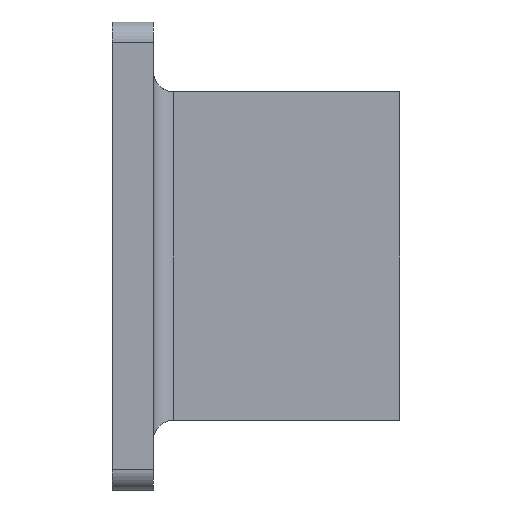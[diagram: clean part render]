
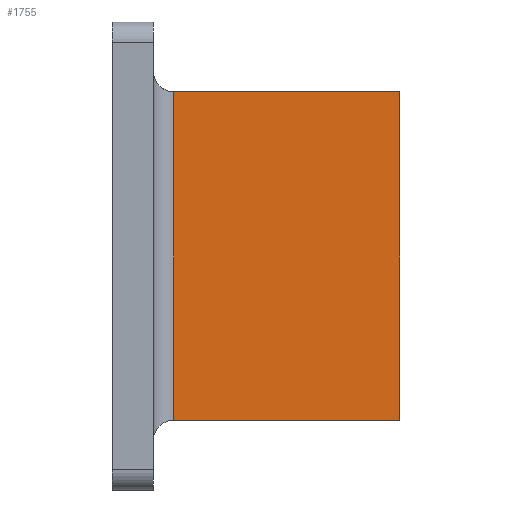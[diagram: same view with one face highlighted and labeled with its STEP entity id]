
A CAD part, left-side view. The second image highlights one B-rep face of the part: STEP entity #1755.
In plain terms, the highlighted planar face has unit normal (-1, 0, 0).
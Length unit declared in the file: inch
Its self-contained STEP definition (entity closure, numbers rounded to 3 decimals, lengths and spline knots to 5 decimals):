
#157=PLANE('',#1951);
#245=FACE_OUTER_BOUND('',#430,.T.);
#430=EDGE_LOOP('',(#1509,#1510,#1511,#1512));
#556=LINE('',#2897,#672);
#557=LINE('',#2900,#673);
#558=LINE('',#2902,#674);
#559=LINE('',#2903,#675);
#672=VECTOR('',#2412,0.3937);
#673=VECTOR('',#2415,0.3937);
#674=VECTOR('',#2416,0.3937);
#675=VECTOR('',#2417,0.3937);
#941=VERTEX_POINT('',#2883);
#944=VERTEX_POINT('',#2891);
#945=VERTEX_POINT('',#2899);
#946=VERTEX_POINT('',#2901);
#1152=EDGE_CURVE('',#944,#941,#556,.T.);
#1153=EDGE_CURVE('',#945,#944,#557,.T.);
#1154=EDGE_CURVE('',#945,#946,#558,.T.);
#1155=EDGE_CURVE('',#946,#941,#559,.T.);
#1509=ORIENTED_EDGE('',*,*,#1152,.F.);
#1510=ORIENTED_EDGE('',*,*,#1153,.F.);
#1511=ORIENTED_EDGE('',*,*,#1154,.T.);
#1512=ORIENTED_EDGE('',*,*,#1155,.T.);
#1755=ADVANCED_FACE('',(#245),#157,.T.);
#1951=AXIS2_PLACEMENT_3D('',#2898,#2413,#2414);
#2412=DIRECTION('',(0.,0.,1.));
#2413=DIRECTION('center_axis',(-1.,0.,0.));
#2414=DIRECTION('ref_axis',(0.,0.,1.));
#2415=DIRECTION('',(0.,1.,0.));
#2416=DIRECTION('',(0.,0.,1.));
#2417=DIRECTION('',(0.,1.,0.));
#2883=CARTESIAN_POINT('',(-2.5,1.375,1.));
#2891=CARTESIAN_POINT('',(-2.5,1.375,-1.));
#2897=CARTESIAN_POINT('',(-2.5,1.375,-0.5));
#2898=CARTESIAN_POINT('Origin',(-2.5,0.,-1.));
#2899=CARTESIAN_POINT('',(-2.5,0.,-1.));
#2900=CARTESIAN_POINT('',(-2.5,0.,-1.));
#2901=CARTESIAN_POINT('',(-2.5,0.,1.));
#2902=CARTESIAN_POINT('',(-2.5,0.,-1.));
#2903=CARTESIAN_POINT('',(-2.5,0.,1.));
